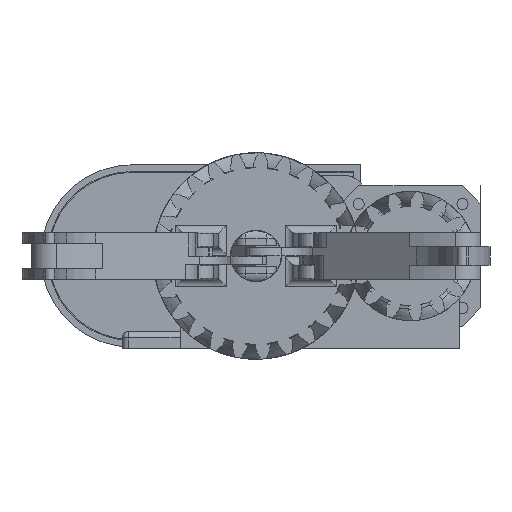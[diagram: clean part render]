
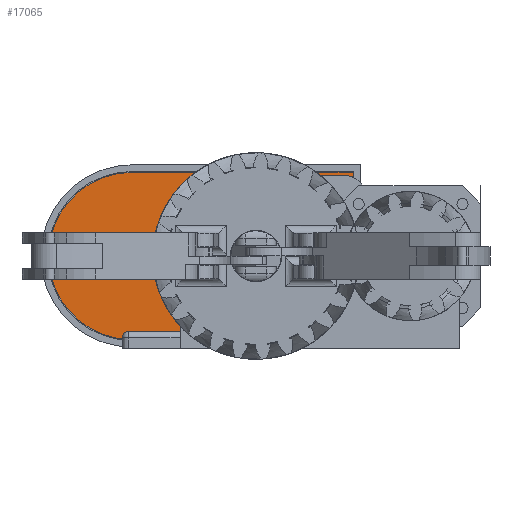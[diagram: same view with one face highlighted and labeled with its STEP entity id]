
A CAD part, left-side view. The second image highlights one B-rep face of the part: STEP entity #17065.
In plain terms, the highlighted planar face has unit normal (-1, 0, 0).
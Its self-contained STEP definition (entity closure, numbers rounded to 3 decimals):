
#1710=LINE('',#25318,#2778);
#1712=LINE('',#25322,#2780);
#1714=LINE('',#25325,#2782);
#1722=LINE('',#25349,#2790);
#1750=LINE('',#25406,#2818);
#1751=LINE('',#25407,#2819);
#2778=VECTOR('',#20335,10.);
#2780=VECTOR('',#20339,10.);
#2782=VECTOR('',#20343,10.);
#2790=VECTOR('',#20365,10.);
#2818=VECTOR('',#20419,10.);
#2819=VECTOR('',#20420,10.);
#3928=FACE_BOUND('',#5648,.T.);
#4173=PLANE('',#18493);
#4548=FACE_OUTER_BOUND('',#5647,.T.);
#5647=EDGE_LOOP('',(#12507,#12508,#12509,#12510));
#5648=EDGE_LOOP('',(#12511,#12512,#12513,#12514));
#6822=CIRCLE('',#18470,23.625);
#6825=CIRCLE('',#18479,25.);
#7663=VERTEX_POINT('',#25311);
#7664=VERTEX_POINT('',#25312);
#7665=VERTEX_POINT('',#25317);
#7666=VERTEX_POINT('',#25321);
#7672=VERTEX_POINT('',#25340);
#7673=VERTEX_POINT('',#25342);
#7675=VERTEX_POINT('',#25348);
#7691=VERTEX_POINT('',#25405);
#9442=EDGE_CURVE('',#7663,#7664,#6822,.T.);
#9445=EDGE_CURVE('',#7664,#7665,#1710,.T.);
#9447=EDGE_CURVE('',#7666,#7663,#1712,.T.);
#9449=EDGE_CURVE('',#7665,#7666,#1714,.T.);
#9457=EDGE_CURVE('',#7673,#7672,#6825,.T.);
#9460=EDGE_CURVE('',#7675,#7673,#1722,.T.);
#9488=EDGE_CURVE('',#7672,#7691,#1750,.T.);
#9489=EDGE_CURVE('',#7691,#7675,#1751,.T.);
#12507=ORIENTED_EDGE('',*,*,#9488,.T.);
#12508=ORIENTED_EDGE('',*,*,#9489,.T.);
#12509=ORIENTED_EDGE('',*,*,#9460,.T.);
#12510=ORIENTED_EDGE('',*,*,#9457,.T.);
#12511=ORIENTED_EDGE('',*,*,#9447,.T.);
#12512=ORIENTED_EDGE('',*,*,#9442,.T.);
#12513=ORIENTED_EDGE('',*,*,#9445,.T.);
#12514=ORIENTED_EDGE('',*,*,#9449,.T.);
#17065=ADVANCED_FACE('',(#4548,#3928),#4173,.F.);
#18470=AXIS2_PLACEMENT_3D('',#25313,#20329,#20330);
#18479=AXIS2_PLACEMENT_3D('',#25343,#20359,#20360);
#18493=AXIS2_PLACEMENT_3D('',#25404,#20417,#20418);
#20329=DIRECTION('center_axis',(1.,0.,0.));
#20330=DIRECTION('ref_axis',(0.,1.,0.));
#20335=DIRECTION('',(0.,-1.,0.));
#20339=DIRECTION('',(0.,1.,0.));
#20343=DIRECTION('',(0.,0.,-1.));
#20359=DIRECTION('center_axis',(-1.,0.,0.));
#20360=DIRECTION('ref_axis',(0.,1.,0.));
#20365=DIRECTION('',(0.,1.,0.));
#20417=DIRECTION('center_axis',(1.,0.,0.));
#20418=DIRECTION('ref_axis',(0.,1.,0.));
#20419=DIRECTION('',(0.,-1.,0.));
#20420=DIRECTION('',(0.,0.,1.));
#25311=CARTESIAN_POINT('',(218.,0.,-23.625));
#25312=CARTESIAN_POINT('',(218.,0.,23.625));
#25313=CARTESIAN_POINT('Origin',(218.,0.,0.));
#25317=CARTESIAN_POINT('',(218.,-27.125,23.625));
#25318=CARTESIAN_POINT('',(218.,6.215,23.625));
#25321=CARTESIAN_POINT('',(218.,-27.125,-23.625));
#25322=CARTESIAN_POINT('',(218.,6.215,-23.625));
#25325=CARTESIAN_POINT('',(218.,-27.125,11.813));
#25340=CARTESIAN_POINT('',(218.,37.,-25.));
#25342=CARTESIAN_POINT('',(218.,37.,25.));
#25343=CARTESIAN_POINT('Origin',(218.,37.,0.));
#25348=CARTESIAN_POINT('',(218.,-29.,25.));
#25349=CARTESIAN_POINT('',(218.,-29.,25.));
#25404=CARTESIAN_POINT('Origin',(218.,39.054,0.));
#25405=CARTESIAN_POINT('',(218.,-29.,-25.));
#25406=CARTESIAN_POINT('',(218.,-28.,-25.));
#25407=CARTESIAN_POINT('',(218.,-29.,-25.));
